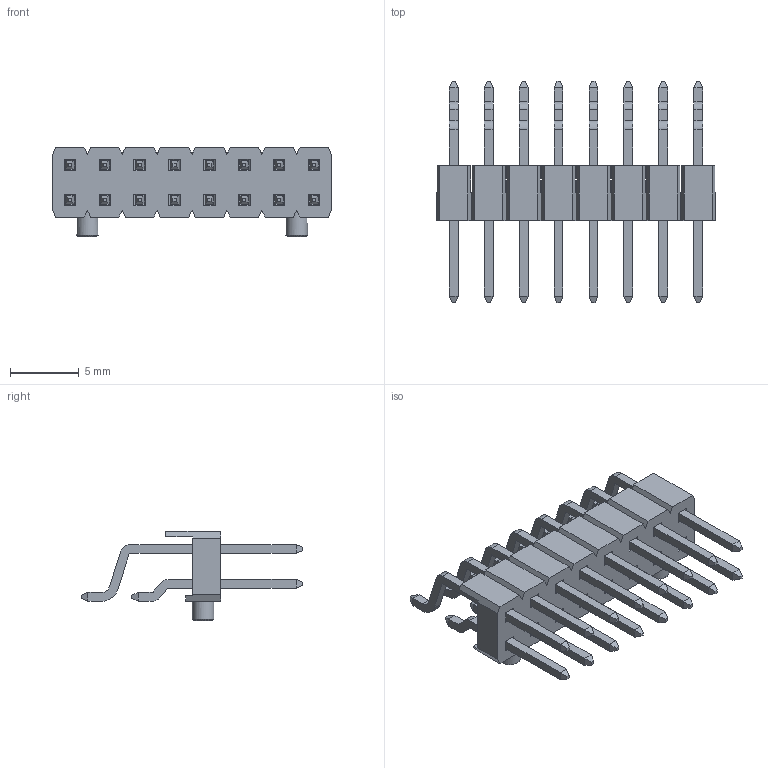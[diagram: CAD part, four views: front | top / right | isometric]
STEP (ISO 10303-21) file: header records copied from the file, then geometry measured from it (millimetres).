
FILE_DESCRIPTION( ( 'Unknown' ), '1' );
FILE_NAME( '610116249121.stp', 'Unknown', ( 'Unknown' ), ( 'Unknown' ), 'PSStep 17.0.49', 'Unknown', ' ' );
FILE_SCHEMA( ( 'AUTOMOTIVE_DESIGN { 1 0 10303 214 1 1 1 1 }' ) );
Length unit declared in the file: millimetre
Products named in the file (4): Assem1; 6100xx249121_PIN LONGUE; 6100xx249121_PIN COURTE; 610016249121
Assembly tree (17 placements, depth 2):
  Assem1
    6100xx249121_PIN LONGUE  x8
    6100xx249121_PIN COURTE  x8
    610016249121
Bounding box: 20.32 x 16.16 x 6.48 mm (x, y, z)
Volume: 315.6 mm3; surface area: 1138.9 mm2
Topology: 17 solids, 17 shells, 700 faces, 1680 edges, 1014 vertices
Faces by surface type: plane 632, cylinder 66, cone 2
Full cylindrical faces by diameter (mm): 1.58 x2
Entity records: 12538 total; most frequent: CARTESIAN_POINT 1696, ORIENTED_EDGE 1668, DIRECTION 1580, EDGE_CURVE 834, LINE 796, VECTOR 796, VERTEX_POINT 508, AXIS2_PLACEMENT_3D 392
